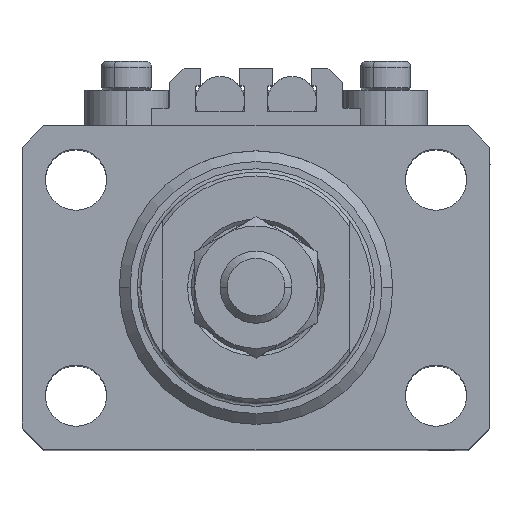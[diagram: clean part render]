
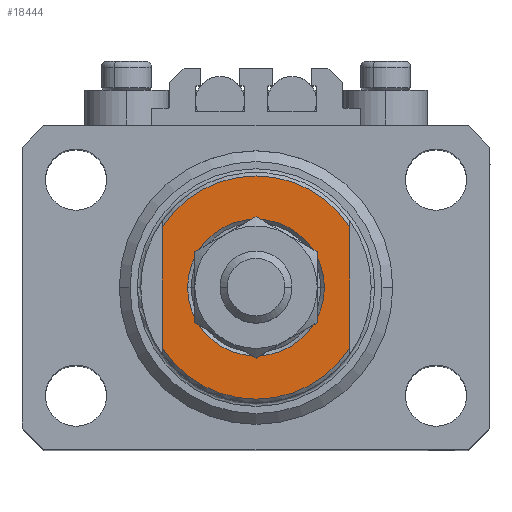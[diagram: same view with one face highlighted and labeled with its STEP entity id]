
A CAD part, top view. The second image highlights one B-rep face of the part: STEP entity #18444.
In plain terms, the highlighted face is planar.
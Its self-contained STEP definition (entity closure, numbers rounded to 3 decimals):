
#712 = AXIS2_PLACEMENT_3D ( 'NONE', #29730, #49374, #26698 ) ;
#1552 = CARTESIAN_POINT ( 'NONE',  ( 0., 0., -6.5 ) ) ;
#2495 = EDGE_CURVE ( 'NONE', #10372, #6382, #39548, .T. ) ;
#3716 = LINE ( 'NONE', #30681, #14184 ) ;
#4763 = LINE ( 'NONE', #31493, #5998 ) ;
#4908 = VERTEX_POINT ( 'NONE', #40396 ) ;
#5751 = AXIS2_PLACEMENT_3D ( 'NONE', #41230, #10729, #46990 ) ;
#5998 = VECTOR ( 'NONE', #31243, 1000. ) ;
#6382 = VERTEX_POINT ( 'NONE', #6743 ) ;
#6743 = CARTESIAN_POINT ( 'NONE',  ( 9.5, 0., -6.5 ) ) ;
#8322 = DIRECTION ( 'NONE',  ( 0., 0., 1. ) ) ;
#8471 = DIRECTION ( 'NONE',  ( 0., -1., 0. ) ) ;
#10372 = VERTEX_POINT ( 'NONE', #14222 ) ;
#10475 = FACE_OUTER_BOUND ( 'NONE', #19054, .T. ) ;
#10729 = DIRECTION ( 'NONE',  ( 0., 0., -1. ) ) ;
#11211 = CIRCLE ( 'NONE', #25729, 9.5 ) ;
#11365 = ORIENTED_EDGE ( 'NONE', *, *, #36176, .T. ) ;
#14184 = VECTOR ( 'NONE', #8471, 1000. ) ;
#14222 = CARTESIAN_POINT ( 'NONE',  ( -9.5, 0., -6.5 ) ) ;
#15403 = AXIS2_PLACEMENT_3D ( 'NONE', #25471, #41069, #22421 ) ;
#16923 = DIRECTION ( 'NONE',  ( -1., 0., 0. ) ) ;
#18444 = ADVANCED_FACE ( 'NONE', ( #37206, #10475 ), #25868, .T. ) ;
#19054 = EDGE_LOOP ( 'NONE', ( #40007, #36151, #11365, #27170 ) ) ;
#21775 = CARTESIAN_POINT ( 'NONE',  ( 13., -8.441, -6.5 ) ) ;
#22421 = DIRECTION ( 'NONE',  ( -1., 0., 0. ) ) ;
#25471 = CARTESIAN_POINT ( 'NONE',  ( 0., 0., -6.5 ) ) ;
#25729 = AXIS2_PLACEMENT_3D ( 'NONE', #34823, #8322, #46397 ) ;
#25868 = PLANE ( 'NONE',  #5751 ) ;
#26631 = CIRCLE ( 'NONE', #33084, 15.5 ) ;
#26698 = DIRECTION ( 'NONE',  ( -1., 0., 0. ) ) ;
#27170 = ORIENTED_EDGE ( 'NONE', *, *, #49737, .F. ) ;
#27189 = ORIENTED_EDGE ( 'NONE', *, *, #37410, .T. ) ;
#28079 = EDGE_CURVE ( 'NONE', #48186, #45138, #4763, .T. ) ;
#29730 = CARTESIAN_POINT ( 'NONE',  ( 0., 0., -6.5 ) ) ;
#30681 = CARTESIAN_POINT ( 'NONE',  ( -13., -43.081, -6.5 ) ) ;
#31243 = DIRECTION ( 'NONE',  ( 0., -1., 0. ) ) ;
#31295 = CIRCLE ( 'NONE', #712, 15.5 ) ;
#31493 = CARTESIAN_POINT ( 'NONE',  ( 13., -43.081, -6.5 ) ) ;
#31516 = EDGE_LOOP ( 'NONE', ( #35465, #27189 ) ) ;
#33084 = AXIS2_PLACEMENT_3D ( 'NONE', #1552, #44884, #16923 ) ;
#34823 = CARTESIAN_POINT ( 'NONE',  ( 0., 0., -6.5 ) ) ;
#35465 = ORIENTED_EDGE ( 'NONE', *, *, #2495, .T. ) ;
#36151 = ORIENTED_EDGE ( 'NONE', *, *, #28079, .T. ) ;
#36176 = EDGE_CURVE ( 'NONE', #45138, #4908, #31295, .T. ) ;
#37206 = FACE_BOUND ( 'NONE', #31516, .T. ) ;
#37410 = EDGE_CURVE ( 'NONE', #6382, #10372, #11211, .T. ) ;
#39548 = CIRCLE ( 'NONE', #15403, 9.5 ) ;
#40007 = ORIENTED_EDGE ( 'NONE', *, *, #43856, .T. ) ;
#40396 = CARTESIAN_POINT ( 'NONE',  ( -13., -8.441, -6.5 ) ) ;
#41069 = DIRECTION ( 'NONE',  ( 0., 0., 1. ) ) ;
#41230 = CARTESIAN_POINT ( 'NONE',  ( 0., 0., -6.5 ) ) ;
#41482 = VERTEX_POINT ( 'NONE', #44767 ) ;
#42414 = CARTESIAN_POINT ( 'NONE',  ( 13., 8.441, -6.5 ) ) ;
#43856 = EDGE_CURVE ( 'NONE', #41482, #48186, #26631, .T. ) ;
#44767 = CARTESIAN_POINT ( 'NONE',  ( -13., 8.441, -6.5 ) ) ;
#44884 = DIRECTION ( 'NONE',  ( 0., 0., -1. ) ) ;
#45138 = VERTEX_POINT ( 'NONE', #21775 ) ;
#46397 = DIRECTION ( 'NONE',  ( -1., 0., 0. ) ) ;
#46990 = DIRECTION ( 'NONE',  ( -1., 0., 0. ) ) ;
#48186 = VERTEX_POINT ( 'NONE', #42414 ) ;
#49374 = DIRECTION ( 'NONE',  ( 0., 0., -1. ) ) ;
#49737 = EDGE_CURVE ( 'NONE', #41482, #4908, #3716, .T. ) ;
